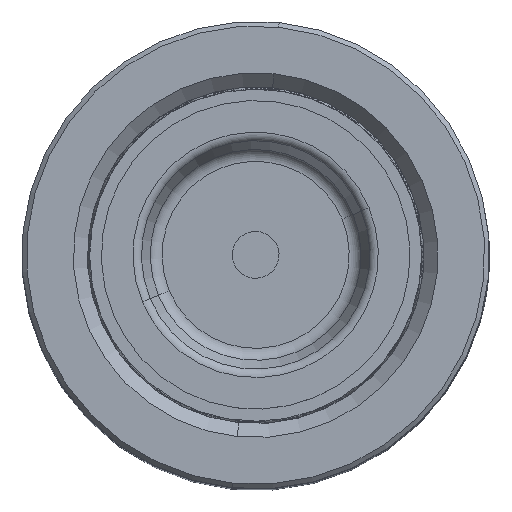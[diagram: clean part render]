
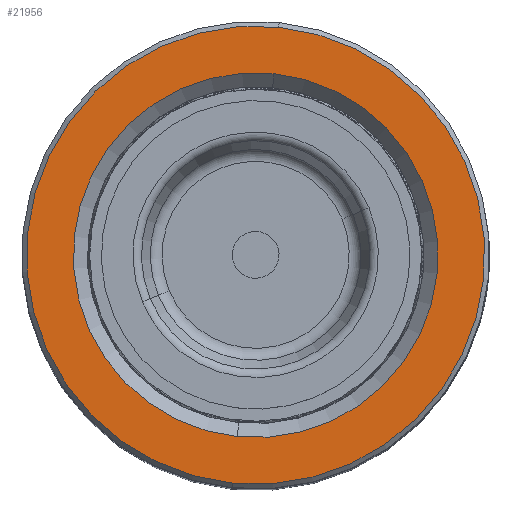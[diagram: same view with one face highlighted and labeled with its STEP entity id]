
A CAD part, top view. The second image highlights one B-rep face of the part: STEP entity #21956.
In plain terms, the highlighted planar face has unit normal (0, 0, 1).
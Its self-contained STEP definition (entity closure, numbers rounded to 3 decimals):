
#713 = EDGE_CURVE ( 'NONE', #43925, #14165, #16500, .T. ) ;
#1642 = CIRCLE ( 'NONE', #39651, 24.5 ) ;
#2915 = EDGE_LOOP ( 'NONE', ( #9668, #12818 ) ) ;
#3944 = CARTESIAN_POINT ( 'NONE',  ( 0., 0., 100. ) ) ;
#7366 = DIRECTION ( 'NONE',  ( 1., 0., 0. ) ) ;
#7399 = CARTESIAN_POINT ( 'NONE',  ( -24.5, 0., 100. ) ) ;
#8503 = CARTESIAN_POINT ( 'NONE',  ( 0., 0., 100. ) ) ;
#9668 = ORIENTED_EDGE ( 'NONE', *, *, #12943, .T. ) ;
#10466 = ORIENTED_EDGE ( 'NONE', *, *, #20159, .T. ) ;
#12818 = ORIENTED_EDGE ( 'NONE', *, *, #713, .T. ) ;
#12847 = ORIENTED_EDGE ( 'NONE', *, *, #57451, .T. ) ;
#12943 = EDGE_CURVE ( 'NONE', #14165, #43925, #23735, .T. ) ;
#13026 = DIRECTION ( 'NONE',  ( 0., 0., 1. ) ) ;
#13387 = FACE_OUTER_BOUND ( 'NONE', #41391, .T. ) ;
#13404 = CARTESIAN_POINT ( 'NONE',  ( 24.5, 0., 100. ) ) ;
#14165 = VERTEX_POINT ( 'NONE', #54837 ) ;
#16500 = CIRCLE ( 'NONE', #49206, 19.5 ) ;
#20159 = EDGE_CURVE ( 'NONE', #51837, #31296, #49033, .T. ) ;
#21828 = AXIS2_PLACEMENT_3D ( 'NONE', #40689, #45142, #49261 ) ;
#21956 = ADVANCED_FACE ( 'NONE', ( #13387, #47540 ), #26392, .T. ) ;
#22150 = DIRECTION ( 'NONE',  ( 1., 0., 0. ) ) ;
#23735 = CIRCLE ( 'NONE', #21828, 19.5 ) ;
#23821 = CARTESIAN_POINT ( 'NONE',  ( -19.5, 0., 100. ) ) ;
#26392 = PLANE ( 'NONE',  #56987 ) ;
#28645 = AXIS2_PLACEMENT_3D ( 'NONE', #8503, #13026, #22150 ) ;
#30667 = DIRECTION ( 'NONE',  ( 0., 0., 1. ) ) ;
#31296 = VERTEX_POINT ( 'NONE', #7399 ) ;
#34733 = DIRECTION ( 'NONE',  ( 1., 0., 0. ) ) ;
#38634 = CARTESIAN_POINT ( 'NONE',  ( 0., 0., 100. ) ) ;
#39651 = AXIS2_PLACEMENT_3D ( 'NONE', #56246, #47328, #7366 ) ;
#40689 = CARTESIAN_POINT ( 'NONE',  ( 0., 0., 100. ) ) ;
#41391 = EDGE_LOOP ( 'NONE', ( #12847, #10466 ) ) ;
#43093 = DIRECTION ( 'NONE',  ( 0., 0., -1. ) ) ;
#43925 = VERTEX_POINT ( 'NONE', #23821 ) ;
#45142 = DIRECTION ( 'NONE',  ( 0., 0., -1. ) ) ;
#47328 = DIRECTION ( 'NONE',  ( 0., 0., 1. ) ) ;
#47540 = FACE_BOUND ( 'NONE', #2915, .T. ) ;
#49033 = CIRCLE ( 'NONE', #28645, 24.5 ) ;
#49206 = AXIS2_PLACEMENT_3D ( 'NONE', #38634, #43093, #34733 ) ;
#49261 = DIRECTION ( 'NONE',  ( 1., 0., 0. ) ) ;
#51837 = VERTEX_POINT ( 'NONE', #13404 ) ;
#54837 = CARTESIAN_POINT ( 'NONE',  ( 19.5, 0., 100. ) ) ;
#56246 = CARTESIAN_POINT ( 'NONE',  ( 0., 0., 100. ) ) ;
#56987 = AXIS2_PLACEMENT_3D ( 'NONE', #3944, #30667, #57111 ) ;
#57111 = DIRECTION ( 'NONE',  ( 1., 0., 0. ) ) ;
#57451 = EDGE_CURVE ( 'NONE', #31296, #51837, #1642, .T. ) ;
